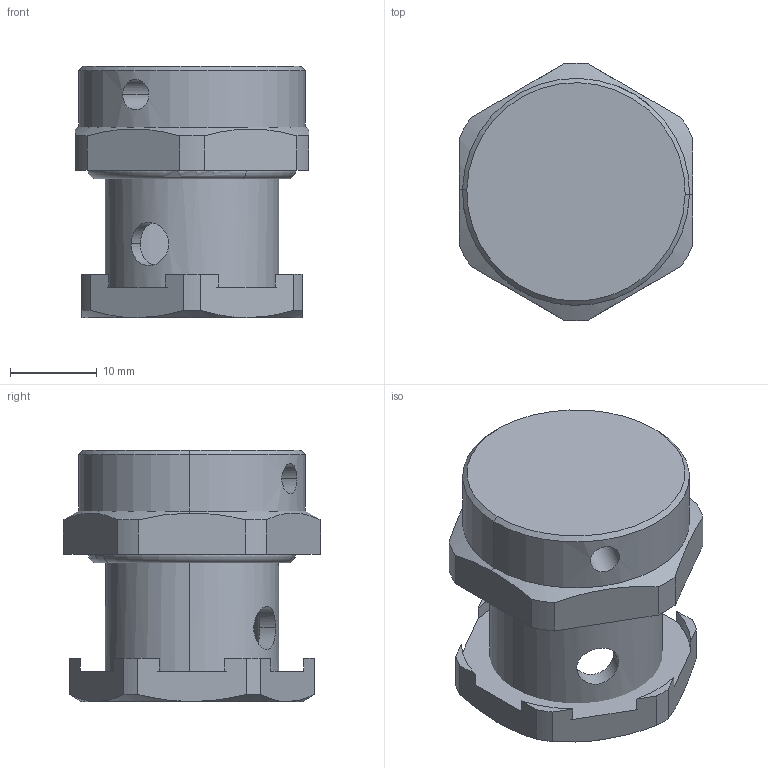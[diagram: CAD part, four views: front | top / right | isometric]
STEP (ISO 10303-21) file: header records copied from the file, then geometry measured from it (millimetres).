
FILE_DESCRIPTION(('CATIA V5 STEP Exchange','CAx-IF Rec.Pracs.--- Model Styling and Organization---1.4--- 2014-01-23'),'2;1');
FILE_NAME ('D1463065_0_2519570000_2519570000.stp','2019-08-15T08:49:11+00:00',('none'),('Weidmueller'),'CATIA Version 5-6 Release 2016 SP3 HF44','CATIA V5 STEP AP214','none');
FILE_SCHEMA(('AUTOMOTIVE_DESIGN { 1 0 10303 214 1 1 1 1 }'));
Length unit declared in the file: millimetre
Products named in the file (1): KLIPPON_BDX_M20__L15
Bounding box: 27 x 29.69 x 29 mm (x, y, z)
Volume: 8908.8 mm3; surface area: 5779.8 mm2
Topology: 2 solids, 2 shells, 88 faces, 226 edges, 144 vertices
Faces by surface type: cylinder 38, plane 26, cone 18, torus 6
Entity records: 2678 total; most frequent: CARTESIAN_POINT 751, ORIENTED_EDGE 452, DIRECTION 274, EDGE_CURVE 226, VERTEX_POINT 144, AXIS2_PLACEMENT_3D 139, EDGE_LOOP 100, CIRCLE 94
